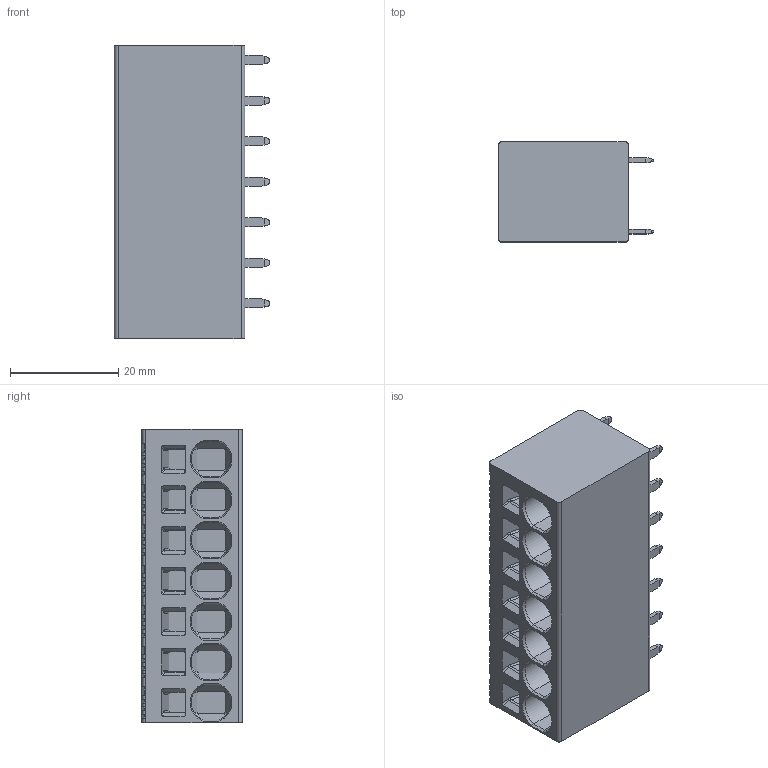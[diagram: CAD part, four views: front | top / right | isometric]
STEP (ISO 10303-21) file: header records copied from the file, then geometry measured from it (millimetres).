
FILE_DESCRIPTION((''),'2;1');
FILE_NAME('PRT0006','2024-09-21T',('sj'),(''),'PRO/ENGINEER BY PARAMETRIC TECHNOLOGY CORPORATION, 2013240','PRO/ENGINEER BY PARAMETRIC TECHNOLOGY CORPORATION, 2013240','');
FILE_SCHEMA(('AUTOMOTIVE_DESIGN_CC2 { 1 2 10303 214 -1 1 5 2 }'));
Length unit declared in the file: millimetre
Products named in the file (1): PRT0006
Bounding box: 28.75 x 18.5 x 54.3 mm (x, y, z)
Volume: 21579.7 mm3; surface area: 7589.7 mm2
Topology: 1 solids, 1 shells, 514 faces, 1368 edges, 884 vertices
Faces by surface type: plane 342, cylinder 130, cone 14, torus 14, bspline 14
Entity records: 16828 total; most frequent: CARTESIAN_POINT 4368, ORIENTED_EDGE 2736, DIRECTION 2334, EDGE_CURVE 1368, VECTOR 954, LINE 954, VERTEX_POINT 884, AXIS2_PLACEMENT_3D 690
